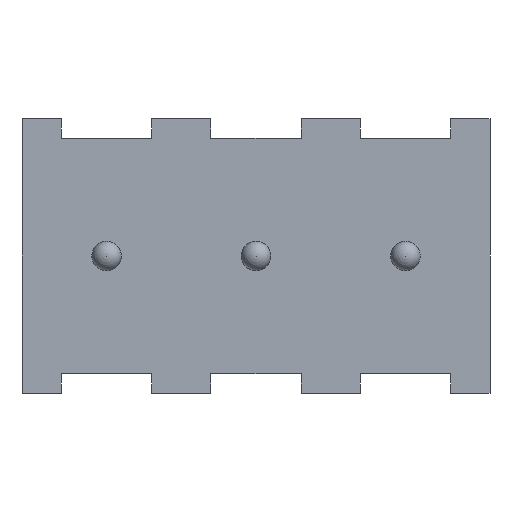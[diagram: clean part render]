
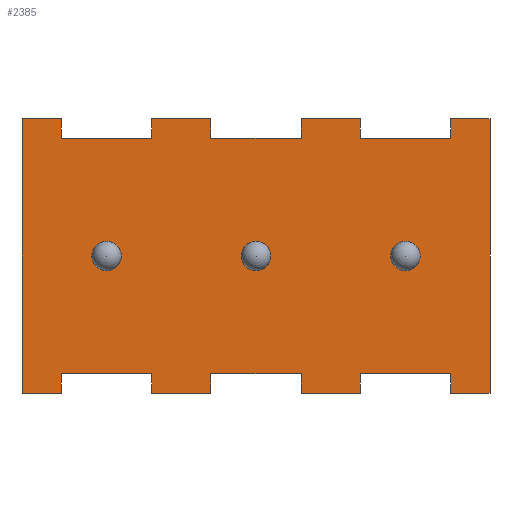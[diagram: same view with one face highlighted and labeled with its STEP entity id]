
A CAD part, front view. The second image highlights one B-rep face of the part: STEP entity #2385.
In plain terms, the highlighted planar face has unit normal (0, -1, 0).
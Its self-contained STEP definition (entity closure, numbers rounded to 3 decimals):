
#17=FACE_BOUND('',#891,.T.);
#18=FACE_BOUND('',#892,.T.);
#19=FACE_BOUND('',#893,.T.);
#155=PLANE('',#2569);
#261=LINE('',#3716,#507);
#263=LINE('',#3722,#509);
#278=LINE('',#3752,#524);
#282=LINE('',#3761,#528);
#294=LINE('',#3784,#540);
#305=LINE('',#3805,#551);
#311=LINE('',#3816,#557);
#312=LINE('',#3819,#558);
#315=LINE('',#3824,#561);
#316=LINE('',#3826,#562);
#325=LINE('',#3846,#571);
#331=LINE('',#3858,#577);
#342=LINE('',#3880,#588);
#346=LINE('',#3887,#592);
#358=LINE('',#3910,#604);
#359=LINE('',#3913,#605);
#363=LINE('',#3920,#609);
#364=LINE('',#3922,#610);
#372=LINE('',#3938,#618);
#373=LINE('',#3941,#619);
#378=LINE('',#3950,#624);
#381=LINE('',#3956,#627);
#385=LINE('',#3964,#631);
#393=LINE('',#3980,#639);
#394=LINE('',#3983,#640);
#396=LINE('',#3987,#642);
#397=LINE('',#3989,#643);
#398=LINE('',#3990,#644);
#507=VECTOR('',#2901,10.);
#509=VECTOR('',#2905,10.);
#524=VECTOR('',#2924,10.);
#528=VECTOR('',#2930,10.);
#540=VECTOR('',#2948,10.);
#551=VECTOR('',#2965,10.);
#557=VECTOR('',#2977,10.);
#558=VECTOR('',#2980,10.);
#561=VECTOR('',#2987,10.);
#562=VECTOR('',#2990,10.);
#571=VECTOR('',#3003,10.);
#577=VECTOR('',#3011,10.);
#588=VECTOR('',#3028,10.);
#592=VECTOR('',#3034,10.);
#604=VECTOR('',#3056,10.);
#605=VECTOR('',#3059,10.);
#609=VECTOR('',#3067,10.);
#610=VECTOR('',#3070,10.);
#618=VECTOR('',#3084,10.);
#619=VECTOR('',#3087,10.);
#624=VECTOR('',#3094,10.);
#627=VECTOR('',#3099,10.);
#631=VECTOR('',#3109,10.);
#639=VECTOR('',#3123,10.);
#640=VECTOR('',#3126,10.);
#642=VECTOR('',#3130,10.);
#643=VECTOR('',#3131,10.);
#644=VECTOR('',#3132,10.);
#771=FACE_OUTER_BOUND('',#890,.T.);
#890=EDGE_LOOP('',(#2097,#2098,#2099,#2100,#2101,#2102,#2103,#2104,#2105,
#2106,#2107,#2108,#2109,#2110,#2111,#2112,#2113,#2114,#2115,#2116,#2117,
#2118,#2119,#2120,#2121,#2122,#2123,#2124));
#891=EDGE_LOOP('',(#2125,#2126));
#892=EDGE_LOOP('',(#2127,#2128));
#893=EDGE_LOOP('',(#2129,#2130));
#902=CIRCLE('',#2416,0.75);
#903=CIRCLE('',#2417,0.75);
#907=CIRCLE('',#2423,0.75);
#908=CIRCLE('',#2424,0.75);
#912=CIRCLE('',#2430,0.75);
#913=CIRCLE('',#2431,0.75);
#950=VERTEX_POINT('',#3160);
#951=VERTEX_POINT('',#3162);
#955=VERTEX_POINT('',#3173);
#956=VERTEX_POINT('',#3175);
#960=VERTEX_POINT('',#3186);
#961=VERTEX_POINT('',#3188);
#1070=VERTEX_POINT('',#3705);
#1074=VERTEX_POINT('',#3714);
#1075=VERTEX_POINT('',#3718);
#1077=VERTEX_POINT('',#3721);
#1089=VERTEX_POINT('',#3749);
#1090=VERTEX_POINT('',#3751);
#1093=VERTEX_POINT('',#3758);
#1094=VERTEX_POINT('',#3760);
#1102=VERTEX_POINT('',#3783);
#1109=VERTEX_POINT('',#3803);
#1111=VERTEX_POINT('',#3814);
#1112=VERTEX_POINT('',#3818);
#1120=VERTEX_POINT('',#3843);
#1121=VERTEX_POINT('',#3845);
#1125=VERTEX_POINT('',#3855);
#1126=VERTEX_POINT('',#3857);
#1134=VERTEX_POINT('',#3879);
#1136=VERTEX_POINT('',#3885);
#1142=VERTEX_POINT('',#3908);
#1143=VERTEX_POINT('',#3912);
#1149=VERTEX_POINT('',#3936);
#1150=VERTEX_POINT('',#3940);
#1151=VERTEX_POINT('',#3944);
#1155=VERTEX_POINT('',#3953);
#1161=VERTEX_POINT('',#3978);
#1162=VERTEX_POINT('',#3982);
#1163=VERTEX_POINT('',#3986);
#1164=VERTEX_POINT('',#3988);
#1173=EDGE_CURVE('',#951,#950,#902,.T.);
#1174=EDGE_CURVE('',#950,#951,#903,.T.);
#1179=EDGE_CURVE('',#956,#955,#907,.T.);
#1180=EDGE_CURVE('',#955,#956,#908,.T.);
#1185=EDGE_CURVE('',#961,#960,#912,.T.);
#1186=EDGE_CURVE('',#960,#961,#913,.T.);
#1353=EDGE_CURVE('',#1074,#1070,#261,.T.);
#1355=EDGE_CURVE('',#1075,#1077,#263,.T.);
#1370=EDGE_CURVE('',#1089,#1090,#278,.T.);
#1374=EDGE_CURVE('',#1093,#1094,#282,.T.);
#1386=EDGE_CURVE('',#1102,#1077,#294,.T.);
#1397=EDGE_CURVE('',#1109,#1093,#305,.T.);
#1403=EDGE_CURVE('',#1074,#1111,#311,.T.);
#1404=EDGE_CURVE('',#1090,#1112,#312,.T.);
#1407=EDGE_CURVE('',#1112,#1111,#315,.T.);
#1408=EDGE_CURVE('',#1109,#1102,#316,.T.);
#1417=EDGE_CURVE('',#1120,#1121,#325,.T.);
#1423=EDGE_CURVE('',#1125,#1126,#331,.T.);
#1434=EDGE_CURVE('',#1134,#1094,#342,.T.);
#1438=EDGE_CURVE('',#1136,#1125,#346,.T.);
#1450=EDGE_CURVE('',#1089,#1142,#358,.T.);
#1451=EDGE_CURVE('',#1121,#1143,#359,.T.);
#1455=EDGE_CURVE('',#1143,#1142,#363,.T.);
#1456=EDGE_CURVE('',#1136,#1134,#364,.T.);
#1464=EDGE_CURVE('',#1149,#1075,#372,.T.);
#1465=EDGE_CURVE('',#1070,#1150,#373,.T.);
#1470=EDGE_CURVE('',#1150,#1151,#378,.T.);
#1473=EDGE_CURVE('',#1155,#1151,#381,.T.);
#1477=EDGE_CURVE('',#1149,#1155,#385,.T.);
#1485=EDGE_CURVE('',#1120,#1161,#393,.T.);
#1486=EDGE_CURVE('',#1162,#1126,#394,.T.);
#1488=EDGE_CURVE('',#1163,#1162,#396,.T.);
#1489=EDGE_CURVE('',#1164,#1161,#397,.T.);
#1490=EDGE_CURVE('',#1163,#1164,#398,.T.);
#2097=ORIENTED_EDGE('',*,*,#1488,.T.);
#2098=ORIENTED_EDGE('',*,*,#1486,.T.);
#2099=ORIENTED_EDGE('',*,*,#1423,.F.);
#2100=ORIENTED_EDGE('',*,*,#1438,.F.);
#2101=ORIENTED_EDGE('',*,*,#1456,.T.);
#2102=ORIENTED_EDGE('',*,*,#1434,.T.);
#2103=ORIENTED_EDGE('',*,*,#1374,.F.);
#2104=ORIENTED_EDGE('',*,*,#1397,.F.);
#2105=ORIENTED_EDGE('',*,*,#1408,.T.);
#2106=ORIENTED_EDGE('',*,*,#1386,.T.);
#2107=ORIENTED_EDGE('',*,*,#1355,.F.);
#2108=ORIENTED_EDGE('',*,*,#1464,.F.);
#2109=ORIENTED_EDGE('',*,*,#1477,.T.);
#2110=ORIENTED_EDGE('',*,*,#1473,.T.);
#2111=ORIENTED_EDGE('',*,*,#1470,.F.);
#2112=ORIENTED_EDGE('',*,*,#1465,.F.);
#2113=ORIENTED_EDGE('',*,*,#1353,.F.);
#2114=ORIENTED_EDGE('',*,*,#1403,.T.);
#2115=ORIENTED_EDGE('',*,*,#1407,.F.);
#2116=ORIENTED_EDGE('',*,*,#1404,.F.);
#2117=ORIENTED_EDGE('',*,*,#1370,.F.);
#2118=ORIENTED_EDGE('',*,*,#1450,.T.);
#2119=ORIENTED_EDGE('',*,*,#1455,.F.);
#2120=ORIENTED_EDGE('',*,*,#1451,.F.);
#2121=ORIENTED_EDGE('',*,*,#1417,.F.);
#2122=ORIENTED_EDGE('',*,*,#1485,.T.);
#2123=ORIENTED_EDGE('',*,*,#1489,.F.);
#2124=ORIENTED_EDGE('',*,*,#1490,.F.);
#2125=ORIENTED_EDGE('',*,*,#1173,.T.);
#2126=ORIENTED_EDGE('',*,*,#1174,.T.);
#2127=ORIENTED_EDGE('',*,*,#1185,.T.);
#2128=ORIENTED_EDGE('',*,*,#1186,.T.);
#2129=ORIENTED_EDGE('',*,*,#1179,.T.);
#2130=ORIENTED_EDGE('',*,*,#1180,.T.);
#2385=ADVANCED_FACE('',(#771,#17,#18,#19),#155,.T.);
#2416=AXIS2_PLACEMENT_3D('',#3163,#2588,#2589);
#2417=AXIS2_PLACEMENT_3D('',#3164,#2590,#2591);
#2423=AXIS2_PLACEMENT_3D('',#3176,#2603,#2604);
#2424=AXIS2_PLACEMENT_3D('',#3177,#2605,#2606);
#2430=AXIS2_PLACEMENT_3D('',#3189,#2618,#2619);
#2431=AXIS2_PLACEMENT_3D('',#3190,#2620,#2621);
#2569=AXIS2_PLACEMENT_3D('',#3985,#3128,#3129);
#2588=DIRECTION('center_axis',(0.,1.,0.));
#2589=DIRECTION('ref_axis',(1.,0.,0.));
#2590=DIRECTION('center_axis',(0.,1.,0.));
#2591=DIRECTION('ref_axis',(1.,0.,0.));
#2603=DIRECTION('center_axis',(0.,1.,0.));
#2604=DIRECTION('ref_axis',(1.,0.,0.));
#2605=DIRECTION('center_axis',(0.,1.,0.));
#2606=DIRECTION('ref_axis',(1.,0.,0.));
#2618=DIRECTION('center_axis',(0.,1.,0.));
#2619=DIRECTION('ref_axis',(1.,0.,0.));
#2620=DIRECTION('center_axis',(0.,1.,0.));
#2621=DIRECTION('ref_axis',(1.,0.,0.));
#2901=DIRECTION('',(1.,0.,0.));
#2905=DIRECTION('',(-1.,0.,0.));
#2924=DIRECTION('',(1.,0.,0.));
#2930=DIRECTION('',(-1.,0.,0.));
#2948=DIRECTION('',(0.,0.,1.));
#2965=DIRECTION('',(0.,0.,1.));
#2977=DIRECTION('',(0.,0.,1.));
#2980=DIRECTION('',(0.,0.,1.));
#2987=DIRECTION('',(1.,0.,0.));
#2990=DIRECTION('',(1.,0.,0.));
#3003=DIRECTION('',(1.,0.,0.));
#3011=DIRECTION('',(-1.,0.,0.));
#3028=DIRECTION('',(0.,0.,1.));
#3034=DIRECTION('',(0.,0.,1.));
#3056=DIRECTION('',(0.,0.,1.));
#3059=DIRECTION('',(0.,0.,1.));
#3067=DIRECTION('',(1.,0.,0.));
#3070=DIRECTION('',(1.,0.,0.));
#3084=DIRECTION('',(0.,0.,1.));
#3087=DIRECTION('',(0.,0.,1.));
#3094=DIRECTION('',(1.,0.,0.));
#3099=DIRECTION('',(0.,0.,1.));
#3109=DIRECTION('',(1.,0.,0.));
#3123=DIRECTION('',(0.,0.,1.));
#3126=DIRECTION('',(0.,0.,1.));
#3128=DIRECTION('center_axis',(0.,-1.,0.));
#3129=DIRECTION('ref_axis',(1.,0.,0.));
#3130=DIRECTION('',(1.,0.,0.));
#3131=DIRECTION('',(1.,0.,0.));
#3132=DIRECTION('',(0.,0.,1.));
#3160=CARTESIAN_POINT('',(18.8,0.,7.));
#3162=CARTESIAN_POINT('',(20.3,0.,7.));
#3163=CARTESIAN_POINT('Origin',(19.55,0.,7.));
#3164=CARTESIAN_POINT('Origin',(19.55,0.,7.));
#3173=CARTESIAN_POINT('',(3.56,0.,7.));
#3175=CARTESIAN_POINT('',(5.06,0.,7.));
#3176=CARTESIAN_POINT('Origin',(4.31,0.,7.));
#3177=CARTESIAN_POINT('Origin',(4.31,0.,7.));
#3186=CARTESIAN_POINT('',(11.18,0.,7.));
#3188=CARTESIAN_POINT('',(12.68,0.,7.));
#3189=CARTESIAN_POINT('Origin',(11.93,0.,7.));
#3190=CARTESIAN_POINT('Origin',(11.93,0.,7.));
#3705=CARTESIAN_POINT('',(21.86,0.,13.));
#3714=CARTESIAN_POINT('',(17.24,0.,13.));
#3716=CARTESIAN_POINT('',(2.,0.,13.));
#3718=CARTESIAN_POINT('',(21.86,0.,1.));
#3721=CARTESIAN_POINT('',(17.24,0.,1.));
#3722=CARTESIAN_POINT('',(2.,0.,1.));
#3749=CARTESIAN_POINT('',(9.62,0.,13.));
#3751=CARTESIAN_POINT('',(14.24,0.,13.));
#3752=CARTESIAN_POINT('',(2.,0.,13.));
#3758=CARTESIAN_POINT('',(14.24,0.,1.));
#3760=CARTESIAN_POINT('',(9.62,0.,1.));
#3761=CARTESIAN_POINT('',(2.,0.,1.));
#3783=CARTESIAN_POINT('',(17.24,0.,0.));
#3784=CARTESIAN_POINT('',(17.24,0.,0.));
#3803=CARTESIAN_POINT('',(14.24,0.,0.));
#3805=CARTESIAN_POINT('',(14.24,0.,0.));
#3814=CARTESIAN_POINT('',(17.24,0.,14.));
#3816=CARTESIAN_POINT('',(17.24,0.,0.));
#3818=CARTESIAN_POINT('',(14.24,0.,14.));
#3819=CARTESIAN_POINT('',(14.24,0.,0.));
#3824=CARTESIAN_POINT('',(0.,0.,14.));
#3826=CARTESIAN_POINT('',(0.,0.,0.));
#3843=CARTESIAN_POINT('',(2.,0.,13.));
#3845=CARTESIAN_POINT('',(6.62,0.,13.));
#3846=CARTESIAN_POINT('',(2.,0.,13.));
#3855=CARTESIAN_POINT('',(6.62,0.,1.));
#3857=CARTESIAN_POINT('',(2.,0.,1.));
#3858=CARTESIAN_POINT('',(2.,0.,1.));
#3879=CARTESIAN_POINT('',(9.62,0.,0.));
#3880=CARTESIAN_POINT('',(9.62,0.,0.));
#3885=CARTESIAN_POINT('',(6.62,0.,0.));
#3887=CARTESIAN_POINT('',(6.62,0.,0.));
#3908=CARTESIAN_POINT('',(9.62,0.,14.));
#3910=CARTESIAN_POINT('',(9.62,0.,0.));
#3912=CARTESIAN_POINT('',(6.62,0.,14.));
#3913=CARTESIAN_POINT('',(6.62,0.,0.));
#3920=CARTESIAN_POINT('',(0.,0.,14.));
#3922=CARTESIAN_POINT('',(0.,0.,0.));
#3936=CARTESIAN_POINT('',(21.86,0.,0.));
#3938=CARTESIAN_POINT('',(21.86,0.,0.));
#3940=CARTESIAN_POINT('',(21.86,0.,14.));
#3941=CARTESIAN_POINT('',(21.86,0.,0.));
#3944=CARTESIAN_POINT('',(23.86,0.,14.));
#3950=CARTESIAN_POINT('',(0.,0.,14.));
#3953=CARTESIAN_POINT('',(23.86,0.,0.));
#3956=CARTESIAN_POINT('',(23.86,0.,3.5));
#3964=CARTESIAN_POINT('',(0.,0.,0.));
#3978=CARTESIAN_POINT('',(2.,0.,14.));
#3980=CARTESIAN_POINT('',(2.,0.,0.));
#3982=CARTESIAN_POINT('',(2.,0.,0.));
#3983=CARTESIAN_POINT('',(2.,0.,0.));
#3985=CARTESIAN_POINT('Origin',(0.,0.,0.));
#3986=CARTESIAN_POINT('',(0.,0.,0.));
#3987=CARTESIAN_POINT('',(0.,0.,0.));
#3988=CARTESIAN_POINT('',(0.,0.,14.));
#3989=CARTESIAN_POINT('',(0.,0.,14.));
#3990=CARTESIAN_POINT('',(0.,0.,0.));
